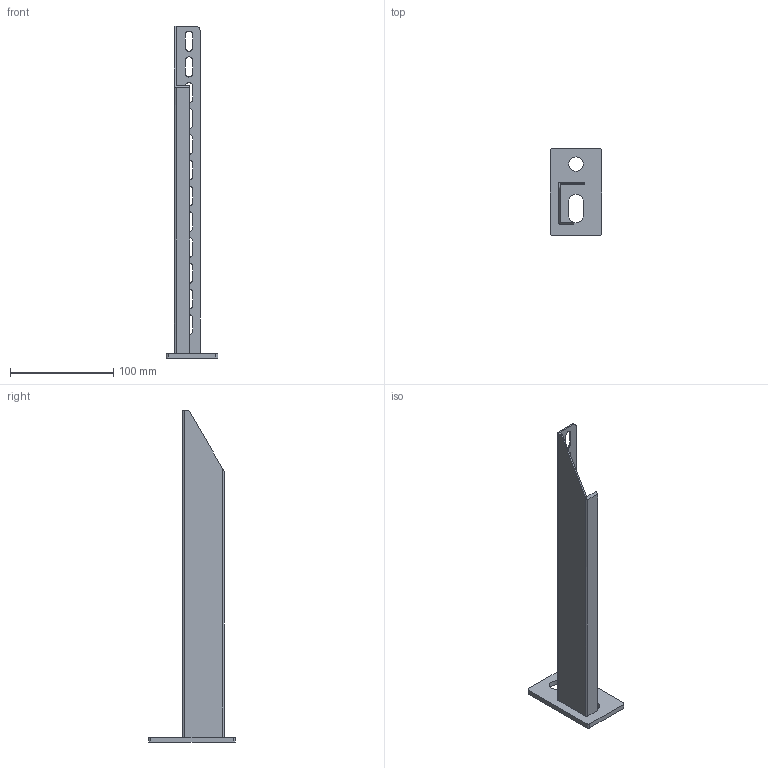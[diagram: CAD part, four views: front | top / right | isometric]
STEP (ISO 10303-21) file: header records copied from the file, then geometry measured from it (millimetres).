
FILE_DESCRIPTION (( 'STEP AP214' ), '1' );
FILE_NAME ('LC-CRP300_3D.step', '2023-05-09T16:29:52', ( '' ), ( '' ), 'SwSTEP 2.0', 'SolidWorks 2022', '' );
FILE_SCHEMA (( 'AUTOMOTIVE_DESIGN' ));
Length unit declared in the file: millimetre
Products named in the file (1): LC-CRP300_3D
Bounding box: 50 x 84 x 322 mm (x, y, z)
Volume: 49118.8 mm3; surface area: 53073.9 mm2
Topology: 1 solids, 1 shells, 92 faces, 267 edges, 178 vertices
Faces by surface type: cylinder 50, plane 42
Entity records: 3159 total; most frequent: DIRECTION 549, CARTESIAN_POINT 544, ORIENTED_EDGE 534, EDGE_CURVE 267, AXIS2_PLACEMENT_3D 191, VERTEX_POINT 178, LINE 167, VECTOR 167
